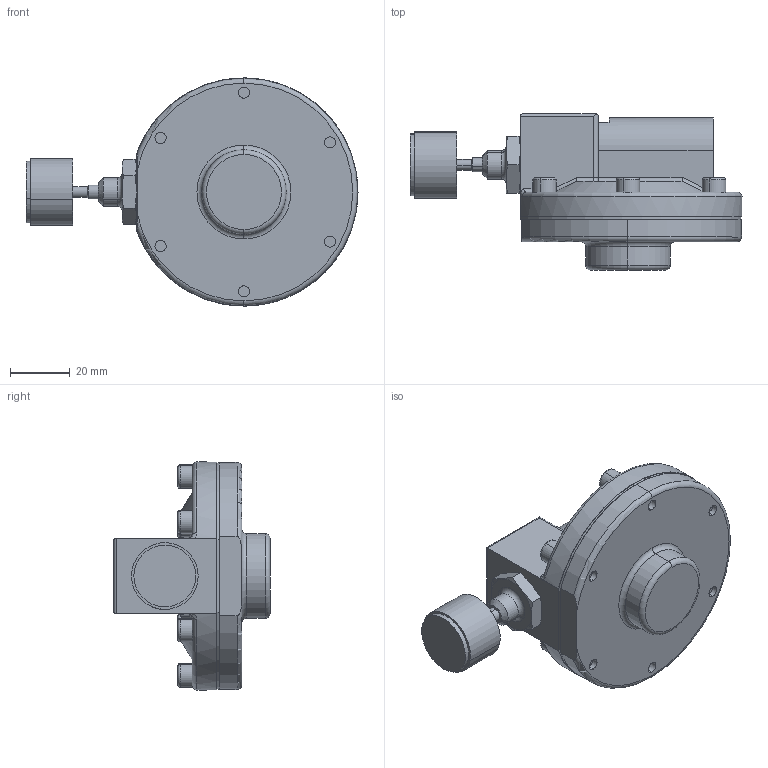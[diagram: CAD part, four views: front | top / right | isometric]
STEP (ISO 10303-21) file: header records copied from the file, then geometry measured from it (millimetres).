
FILE_DESCRIPTION (( 'STEP AP203' ), '1' );
FILE_NAME ('FCA8912-1-0-A-0.STEP', '2022-02-04T18:31:30', ( '' ), ( '' ), 'SwSTEP 2.0', 'SolidWorks 2020', '' );
FILE_SCHEMA (( 'CONFIG_CONTROL_DESIGN' ));
Length unit declared in the file: inch
Products named in the file (1): FCA8912-1-0-A-0
Bounding box: 111.34 x 52.36 x 76.49 mm (x, y, z)
Volume: 123836.9 mm3; surface area: 43981.3 mm2
Topology: 7 solids, 9 shells, 313 faces, 717 edges, 454 vertices
Faces by surface type: cylinder 137, plane 114, torus 32, cone 24, bspline 6
Entity records: 10014 total; most frequent: CARTESIAN_POINT 2713, DIRECTION 1563, ORIENTED_EDGE 1430, EDGE_CURVE 715, AXIS2_PLACEMENT_3D 620, VERTEX_POINT 454, EDGE_LOOP 385, LINE 323
